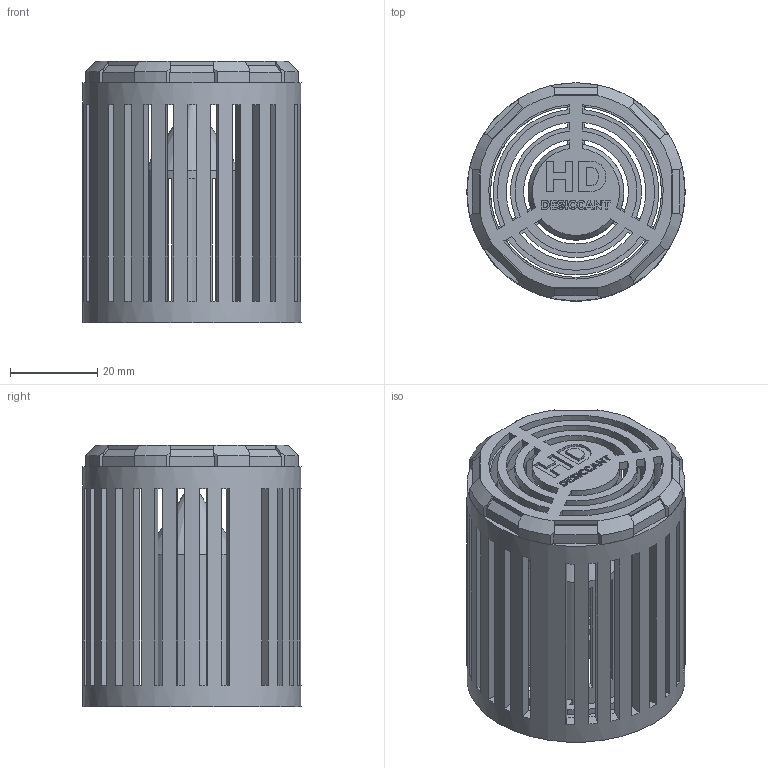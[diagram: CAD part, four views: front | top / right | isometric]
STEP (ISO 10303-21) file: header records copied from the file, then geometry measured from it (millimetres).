
FILE_DESCRIPTION(/* description */ (''),/* implementation_level */ '2;1');
FILE_NAME(/* name */ 'HD desiccant case v3.step',/* time_stamp */ '2025-10-28T18:08:34+08:00',/* author */ (''),/* organization */ (''),/* preprocessor_version */ 'ST-DEVELOPER v20.1',/* originating_system */ 'Autodesk Translation Framework v14.17.0.0',/* authorisation */ '');
FILE_SCHEMA (('AUTOMOTIVE_DESIGN { 1 0 10303 214 3 1 1 }'));
Length unit declared in the file: millimetre
Products named in the file (1): HD desiccant case
Bounding box: 50 x 50 x 60 mm (x, y, z)
Volume: 26864.7 mm3; surface area: 33758.6 mm2
Topology: 2 solids, 2 shells, 579 faces, 1684 edges, 1119 vertices
Faces by surface type: plane 409, bspline 93, cylinder 55, cone 22
Full cylindrical faces by diameter (mm): 18 x1, 22 x1, 39.2 x1, 44.4 x1, 50 x1
Entity records: 20171 total; most frequent: CARTESIAN_POINT 5115, ORIENTED_EDGE 3366, DIRECTION 2743, EDGE_CURVE 1683, VERTEX_POINT 1119, LINE 1103, VECTOR 1103, AXIS2_PLACEMENT_3D 820
